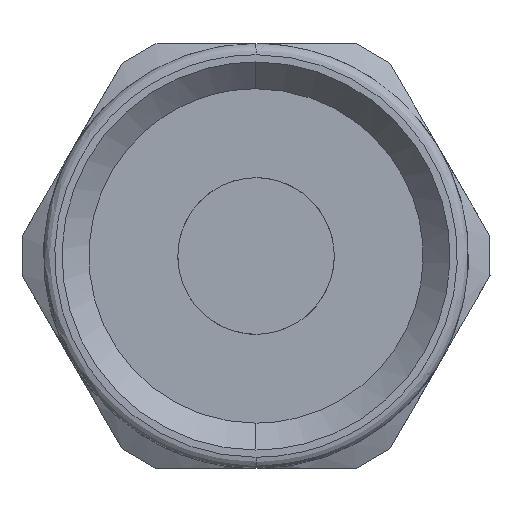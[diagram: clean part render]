
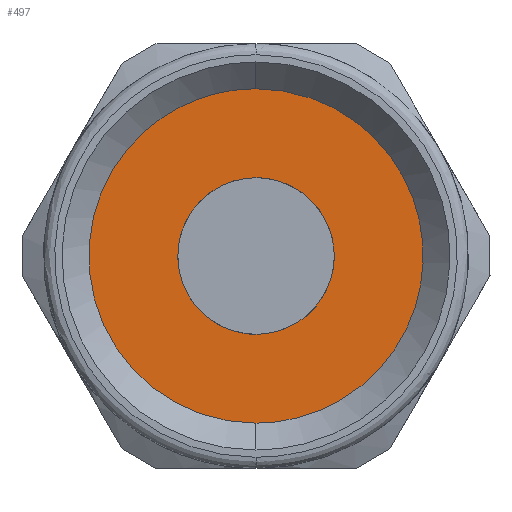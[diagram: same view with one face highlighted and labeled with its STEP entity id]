
A CAD part, front view. The second image highlights one B-rep face of the part: STEP entity #497.
In plain terms, the highlighted free-form (B-spline) face has degree [1, 1] with [2, 2] control points.
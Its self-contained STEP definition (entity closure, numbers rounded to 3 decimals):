
#188 = CARTESIAN_POINT ( 'NONE',  ( 3.5, 12., 0. ) ) ;
#217 = CARTESIAN_POINT ( 'NONE',  ( -7., 12., -3.5 ) ) ;
#317 =( BOUNDED_CURVE ( )  B_SPLINE_CURVE ( 3, ( #1245, #2058, #1294, #477, #997, #1307, #739 ),
 .UNSPECIFIED., .F., .T. ) 
 B_SPLINE_CURVE_WITH_KNOTS ( ( 4, 3, 4 ),
 ( -3.142, -1.571, 0. ),
 .UNSPECIFIED. ) 
 CURVE ( )  GEOMETRIC_REPRESENTATION_ITEM ( )  RATIONAL_B_SPLINE_CURVE ( ( 1., 0.805, 0.805, 1., 0.805, 0.805, 1. ) ) 
 REPRESENTATION_ITEM ( '' )  );
#338 = ORIENTED_EDGE ( 'NONE', *, *, #3006, .F. ) ;
#450 = CARTESIAN_POINT ( 'NONE',  ( 0., 12., -3.5 ) ) ;
#477 = CARTESIAN_POINT ( 'NONE',  ( 7.475, 12., 0. ) ) ;
#497 = ADVANCED_FACE ( 'NONE', ( #1877, #2539 ), #2447, .F. ) ;
#704 = CARTESIAN_POINT ( 'NONE',  ( 0., 12., -7.475 ) ) ;
#739 = CARTESIAN_POINT ( 'NONE',  ( 0., 12., -7.475 ) ) ;
#788 = CARTESIAN_POINT ( 'NONE',  ( -7.565, 12., 7.565 ) ) ;
#812 = CARTESIAN_POINT ( 'NONE',  ( -14.95, 12., -7.475 ) ) ;
#997 = CARTESIAN_POINT ( 'NONE',  ( 7.475, 12., -4.379 ) ) ;
#1054 = ORIENTED_EDGE ( 'NONE', *, *, #2956, .F. ) ;
#1173 =( BOUNDED_CURVE ( )  B_SPLINE_CURVE ( 3, ( #1915, #812, #2433, #2977 ),
 .UNSPECIFIED., .F., .T. ) 
 B_SPLINE_CURVE_WITH_KNOTS ( ( 4, 4 ),
 ( -3.142, 0. ),
 .UNSPECIFIED. ) 
 CURVE ( )  GEOMETRIC_REPRESENTATION_ITEM ( )  RATIONAL_B_SPLINE_CURVE ( ( 1., 0.333, 0.333, 1. ) ) 
 REPRESENTATION_ITEM ( '' )  );
#1245 = CARTESIAN_POINT ( 'NONE',  ( 0., 12., 7.475 ) ) ;
#1263 = CARTESIAN_POINT ( 'NONE',  ( 0., 12., 3.5 ) ) ;
#1294 = CARTESIAN_POINT ( 'NONE',  ( 7.475, 12., 4.379 ) ) ;
#1307 = CARTESIAN_POINT ( 'NONE',  ( 4.379, 12., -7.475 ) ) ;
#1340 = VERTEX_POINT ( 'NONE', #704 ) ;
#1546 = EDGE_CURVE ( 'NONE', #3379, #1695, #3194, .T. ) ;
#1695 = VERTEX_POINT ( 'NONE', #3043 ) ;
#1791 = CARTESIAN_POINT ( 'NONE',  ( 3.5, 12., -2.05 ) ) ;
#1859 = EDGE_LOOP ( 'NONE', ( #1054, #2385 ) ) ;
#1877 = FACE_BOUND ( 'NONE', #1859, .T. ) ;
#1915 = CARTESIAN_POINT ( 'NONE',  ( 0., 12., -7.475 ) ) ;
#2050 = CARTESIAN_POINT ( 'NONE',  ( 7.565, 12., 7.565 ) ) ;
#2057 = ORIENTED_EDGE ( 'NONE', *, *, #2203, .F. ) ;
#2058 = CARTESIAN_POINT ( 'NONE',  ( 4.379, 12., 7.475 ) ) ;
#2065 = CARTESIAN_POINT ( 'NONE',  ( 3.5, 12., 2.05 ) ) ;
#2147 = VERTEX_POINT ( 'NONE', #2834 ) ;
#2203 = EDGE_CURVE ( 'NONE', #2147, #1340, #317, .T. ) ;
#2301 = CARTESIAN_POINT ( 'NONE',  ( 7.565, 12., -7.565 ) ) ;
#2319 = CARTESIAN_POINT ( 'NONE',  ( 2.05, 12., 3.5 ) ) ;
#2326 = CARTESIAN_POINT ( 'NONE',  ( 0., 12., -3.5 ) ) ;
#2385 = ORIENTED_EDGE ( 'NONE', *, *, #1546, .F. ) ;
#2400 =( BOUNDED_CURVE ( )  B_SPLINE_CURVE ( 3, ( #2673, #2662, #217, #3438 ),
 .UNSPECIFIED., .F., .F. ) 
 B_SPLINE_CURVE_WITH_KNOTS ( ( 4, 4 ),
 ( -3.142, 0. ),
 .UNSPECIFIED. ) 
 CURVE ( )  GEOMETRIC_REPRESENTATION_ITEM ( )  RATIONAL_B_SPLINE_CURVE ( ( 1., 0.333, 0.333, 1. ) ) 
 REPRESENTATION_ITEM ( '' )  );
#2433 = CARTESIAN_POINT ( 'NONE',  ( -14.95, 12., 7.475 ) ) ;
#2447 = B_SPLINE_SURFACE_WITH_KNOTS ( 'NONE', 1, 1, ( 
 ( #2889, #2301 ),
 ( #788, #2050 ) ),
 .UNSPECIFIED., .F., .F., .F.,
 ( 2, 2 ),
 ( 2, 2 ),
 ( 0., 1. ),
 ( 0., 1. ),
 .UNSPECIFIED. ) ;
#2539 = FACE_OUTER_BOUND ( 'NONE', #2921, .T. ) ;
#2662 = CARTESIAN_POINT ( 'NONE',  ( -7., 12., 3.5 ) ) ;
#2673 = CARTESIAN_POINT ( 'NONE',  ( 0., 12., 3.5 ) ) ;
#2834 = CARTESIAN_POINT ( 'NONE',  ( 0., 12., 7.475 ) ) ;
#2889 = CARTESIAN_POINT ( 'NONE',  ( -7.565, 12., -7.565 ) ) ;
#2921 = EDGE_LOOP ( 'NONE', ( #338, #2057 ) ) ;
#2956 = EDGE_CURVE ( 'NONE', #1695, #3379, #2400, .T. ) ;
#2977 = CARTESIAN_POINT ( 'NONE',  ( 0., 12., 7.475 ) ) ;
#3006 = EDGE_CURVE ( 'NONE', #1340, #2147, #1173, .T. ) ;
#3043 = CARTESIAN_POINT ( 'NONE',  ( 0., 12., 3.5 ) ) ;
#3194 =( BOUNDED_CURVE ( )  B_SPLINE_CURVE ( 3, ( #450, #3411, #1791, #188, #2065, #2319, #1263 ),
 .UNSPECIFIED., .F., .T. ) 
 B_SPLINE_CURVE_WITH_KNOTS ( ( 4, 3, 4 ),
 ( -3.142, -1.571, 0. ),
 .UNSPECIFIED. ) 
 CURVE ( )  GEOMETRIC_REPRESENTATION_ITEM ( )  RATIONAL_B_SPLINE_CURVE ( ( 1., 0.805, 0.805, 1., 0.805, 0.805, 1. ) ) 
 REPRESENTATION_ITEM ( '' )  );
#3379 = VERTEX_POINT ( 'NONE', #2326 ) ;
#3411 = CARTESIAN_POINT ( 'NONE',  ( 2.05, 12., -3.5 ) ) ;
#3438 = CARTESIAN_POINT ( 'NONE',  ( 0., 12., -3.5 ) ) ;
